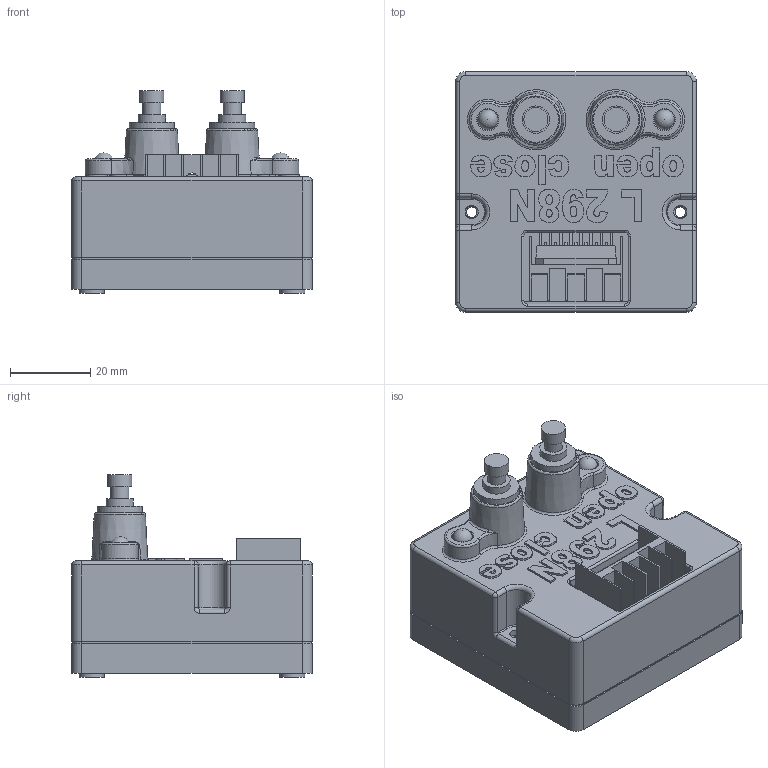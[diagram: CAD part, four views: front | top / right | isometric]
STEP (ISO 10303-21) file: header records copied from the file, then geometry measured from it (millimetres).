
FILE_DESCRIPTION(/* description */ (''),/* implementation_level */ '2;1');
FILE_NAME(/* name */ 'L298N Motor Driver_with_push_button.stp',/* time_stamp */ '2020-12-22T08:29:43+01:00',/* author */ (''),/* organization */ (''),/* preprocessor_version */ 'ST-DEVELOPER v16.7',/* originating_system */ 'SIEMENS PLM Software NX 1892',/* authorisation */ '');
FILE_SCHEMA (('AUTOMOTIVE_DESIGN { 1 0 10303 214 3 1 1 1 }'));
Length unit declared in the file: millimetre
Products named in the file (1): aj3694DA12qadd
Bounding box: 60 x 60 x 50.5 mm (x, y, z)
Volume: 18187.9 mm3; surface area: 42885 mm2
Topology: 8 solids, 9 shells, 930 faces, 2168 edges, 1304 vertices
Faces by surface type: plane 496, cylinder 263, torus 68, extrusion 49, bspline 24, sphere 20, cone 10
Full cylindrical faces by diameter (mm): 2 x4, 2.6 x13, 3.2 x10, 3.3 x2, 4.5 x2, 5 x8, 5.15 x2, 5.6 x2, 6 x6, 6.2 x4, 6.8 x4, 7.2 x2, 7.5 x2, 9.5 x2, 10.5 x2, 11.3 x2
Entity records: 29833 total; most frequent: CARTESIAN_POINT 6875, DIRECTION 4188, ORIENTED_EDGE 4022, EDGE_CURVE 2011, AXIS2_PLACEMENT_3D 1514, VERTEX_POINT 1264, EDGE_LOOP 1175, VECTOR 1160
